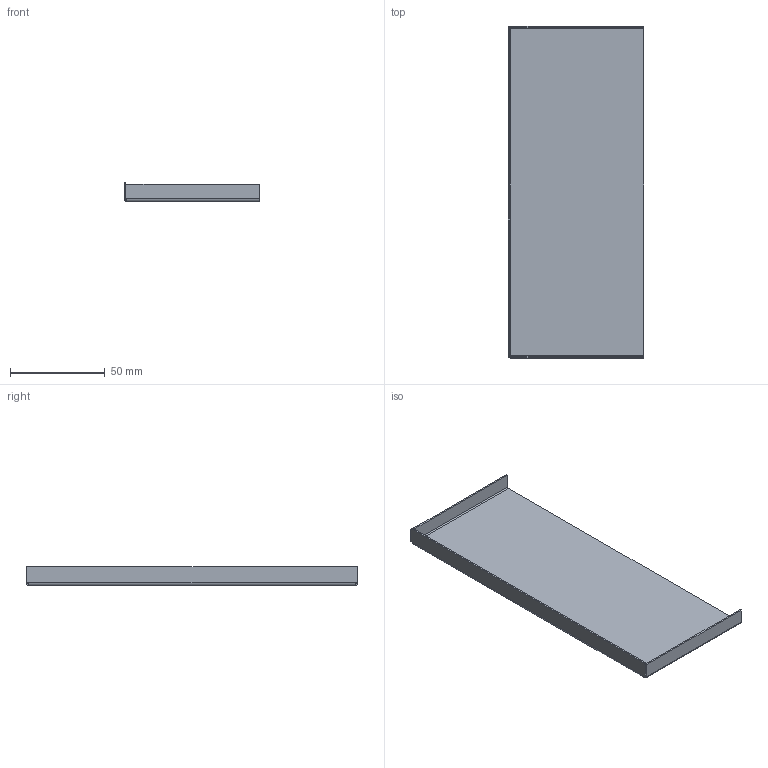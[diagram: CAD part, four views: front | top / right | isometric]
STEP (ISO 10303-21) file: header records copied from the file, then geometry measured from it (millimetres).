
FILE_DESCRIPTION (( 'STEP AP214' ), '1' );
FILE_NAME ('6277670.stp', '2016-05-30T14:27:01', ( '' ), ( '' ), 'SwSTEP 2.0', 'SolidWorks 2014', '' );
FILE_SCHEMA (( 'AUTOMOTIVE_DESIGN' ));
Length unit declared in the file: millimetre
Products named in the file (1): 6277670
Bounding box: 71.6 x 175.2 x 10 mm (x, y, z)
Volume: 12150.8 mm3; surface area: 30816.6 mm2
Topology: 1 solids, 1 shells, 40 faces, 90 edges, 52 vertices
Faces by surface type: plane 32, cylinder 8
Entity records: 1112 total; most frequent: DIRECTION 188, CARTESIAN_POINT 183, ORIENTED_EDGE 180, EDGE_CURVE 90, VECTOR 74, LINE 74, AXIS2_PLACEMENT_3D 57, VERTEX_POINT 52
